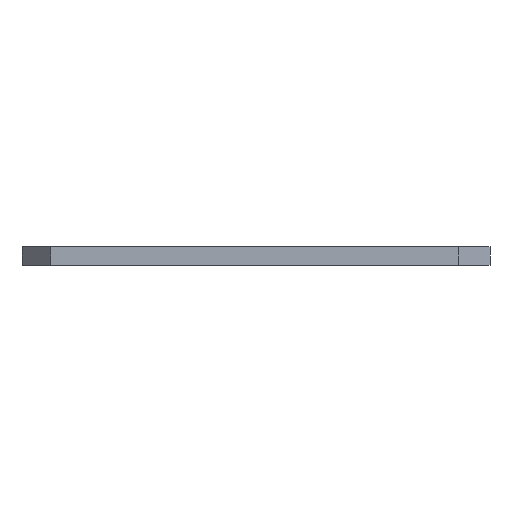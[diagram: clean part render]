
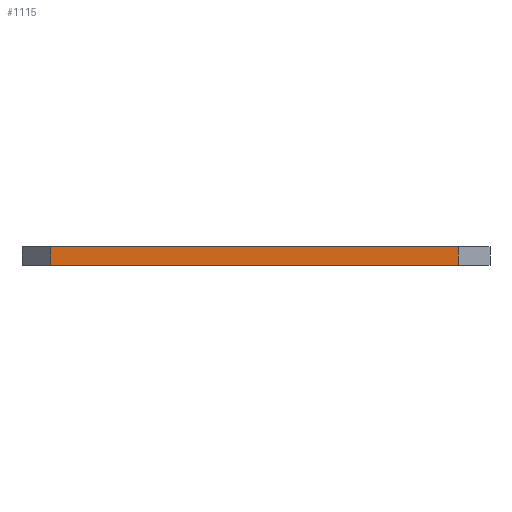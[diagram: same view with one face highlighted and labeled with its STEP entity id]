
A CAD part, front view. The second image highlights one B-rep face of the part: STEP entity #1115.
In plain terms, the highlighted planar face has unit normal (0, -1, 0).
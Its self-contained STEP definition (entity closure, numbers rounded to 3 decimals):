
#77=FACE_OUTER_BOUND('',#136,.T.);
#136=EDGE_LOOP('',(#953,#954,#955,#956));
#169=LINE('',#1498,#322);
#294=LINE('',#1747,#447);
#295=LINE('',#1750,#448);
#296=LINE('',#1751,#449);
#322=VECTOR('',#1213,10.);
#447=VECTOR('',#1436,10.);
#448=VECTOR('',#1439,10.);
#449=VECTOR('',#1440,10.);
#475=VERTEX_POINT('',#1495);
#476=VERTEX_POINT('',#1497);
#551=VERTEX_POINT('',#1745);
#552=VERTEX_POINT('',#1749);
#577=EDGE_CURVE('',#476,#475,#169,.T.);
#702=EDGE_CURVE('',#475,#551,#294,.T.);
#703=EDGE_CURVE('',#552,#551,#295,.T.);
#704=EDGE_CURVE('',#476,#552,#296,.T.);
#953=ORIENTED_EDGE('',*,*,#577,.T.);
#954=ORIENTED_EDGE('',*,*,#702,.T.);
#955=ORIENTED_EDGE('',*,*,#703,.F.);
#956=ORIENTED_EDGE('',*,*,#704,.F.);
#1062=PLANE('',#1182);
#1115=ADVANCED_FACE('',(#77),#1062,.T.);
#1182=AXIS2_PLACEMENT_3D('',#1748,#1437,#1438);
#1213=DIRECTION('',(1.,0.,0.));
#1436=DIRECTION('',(0.,0.,1.));
#1437=DIRECTION('center_axis',(0.,-1.,0.));
#1438=DIRECTION('ref_axis',(1.,0.,0.));
#1439=DIRECTION('',(1.,0.,0.));
#1440=DIRECTION('',(0.,0.,1.));
#1495=CARTESIAN_POINT('',(180.579,28.415,22.074));
#1497=CARTESIAN_POINT('',(115.182,28.415,22.074));
#1498=CARTESIAN_POINT('',(131.66,28.415,22.074));
#1745=CARTESIAN_POINT('',(180.579,28.415,25.074));
#1747=CARTESIAN_POINT('',(180.579,28.415,22.077));
#1748=CARTESIAN_POINT('Origin',(115.182,28.415,22.077));
#1749=CARTESIAN_POINT('',(115.182,28.415,25.074));
#1750=CARTESIAN_POINT('',(115.182,28.415,25.074));
#1751=CARTESIAN_POINT('',(115.182,28.415,22.077));
